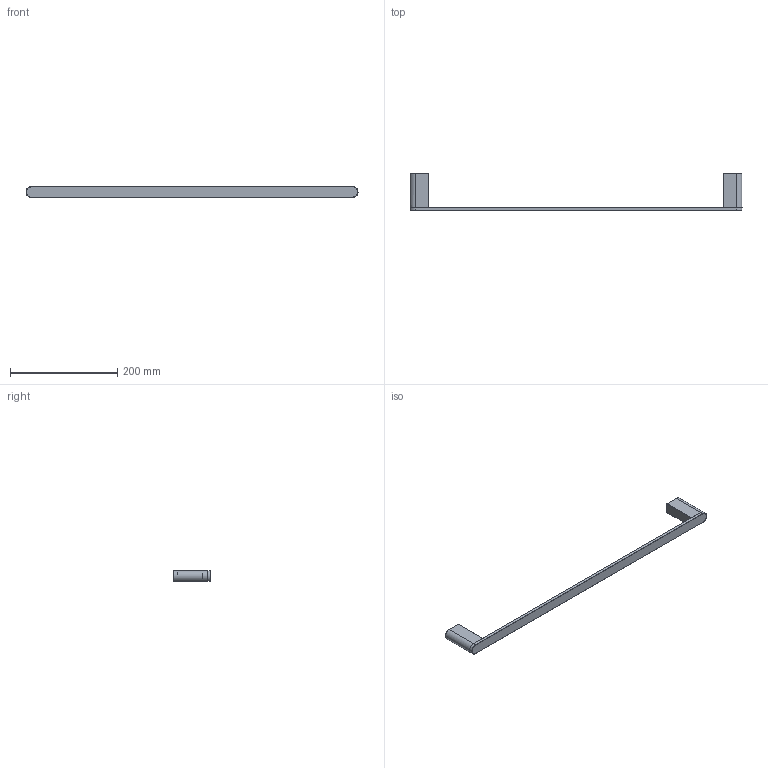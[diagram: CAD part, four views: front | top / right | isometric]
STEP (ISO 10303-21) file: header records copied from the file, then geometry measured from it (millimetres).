
FILE_DESCRIPTION(/* description */ (''),/* implementation_level */ '2;1');
FILE_NAME(/* name */ 'STEP - Mizu Soothe Single Towel Rail 600mm',/* time_stamp */ '2025-08-11T14:24:58+10:00',/* author */ (''),/* organization */ (''),/* preprocessor_version */ 'ST-DEVELOPER v16.5',/* originating_system */ 'Rhino 7.37',/* authorisation */ '');
FILE_SCHEMA (('AUTOMOTIVE_DESIGN'));
Length unit declared in the file: millimetre
Products named in the file (15): Document; 227124A_Mizu Soothe Single Towel Rail 600mm; 07124_ASM_ASM; 07124_ASM_5_ASM; 07124-A_ASM_3_ASM; 07124-03_1; 07124-02_11; 07124-04_13; 07124-01-A_54; 07124-01-B_65; WASHER_1; M5-10_1; 07100-01-A_47; 07100-01-B_69; M5-8_310
Assembly tree (21 placements, depth 6):
  Document
    227124A_Mizu Soothe Single Towel Rail 600mm
      07124_ASM_ASM
        07124_ASM_5_ASM
          07124-A_ASM_3_ASM
            07124-03_1
            07124-02_11  x2
          07124-04_13  x4
          07124-01-A_54
          07124-01-B_65
          WASHER_1  x2
          M5-10_1  x2
          07100-01-A_47
          07100-01-B_69
          M5-8_310  x2
Bounding box: 620 x 70.5 x 20 mm (x, y, z)
Volume: 110503.8 mm3; surface area: 66096.7 mm2
Topology: 17 solids, 25 shells, 410 faces, 1018 edges, 656 vertices
Faces by surface type: plane 158, bspline 134, cylinder 118
Entity records: 11048 total; most frequent: CARTESIAN_POINT 6000, ORIENTED_EDGE 1354, EDGE_CURVE 689, B_SPLINE_CURVE_WITH_KNOTS 465, VERTEX_POINT 451, EDGE_LOOP 314, DIRECTION 298, ADVANCED_FACE 274
